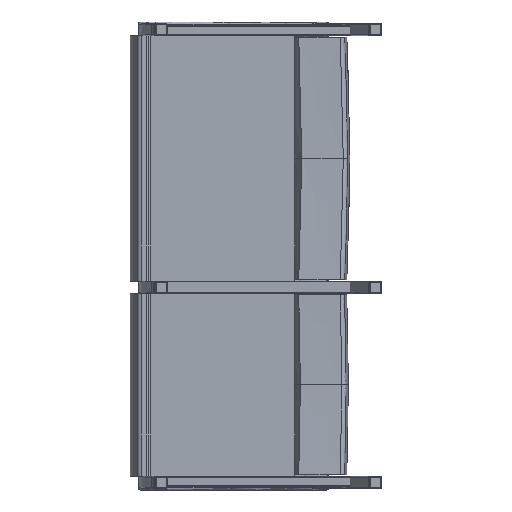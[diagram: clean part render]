
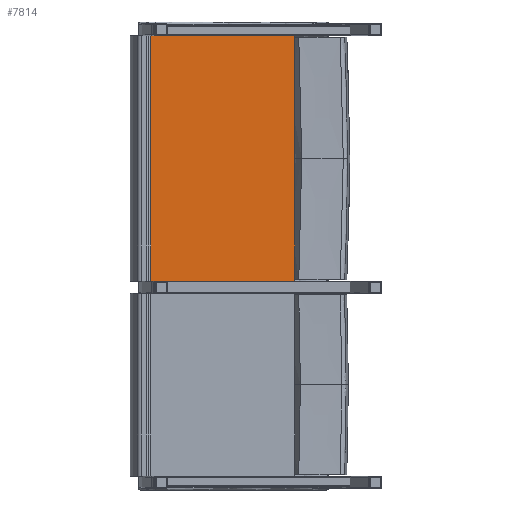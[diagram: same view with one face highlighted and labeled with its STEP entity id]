
A CAD part, front view. The second image highlights one B-rep face of the part: STEP entity #7814.
In plain terms, the highlighted planar face has unit normal (0, -1, 0).
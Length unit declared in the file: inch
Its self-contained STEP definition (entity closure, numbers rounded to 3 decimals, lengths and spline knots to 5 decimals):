
#785=PLANE('',#8403);
#1087=FACE_OUTER_BOUND('',#1550,.T.);
#1550=EDGE_LOOP('',(#6243,#6244,#6245,#6246));
#2479=LINE('',#14179,#2941);
#2483=LINE('',#14198,#2945);
#2487=LINE('',#14213,#2949);
#2488=LINE('',#14214,#2950);
#2941=VECTOR('',#9740,17.59422);
#2945=VECTOR('',#9758,30.);
#2949=VECTOR('',#9776,17.59422);
#2950=VECTOR('',#9777,30.);
#3525=VERTEX_POINT('',#14176);
#3526=VERTEX_POINT('',#14178);
#3534=VERTEX_POINT('',#14196);
#3538=VERTEX_POINT('',#14212);
#4496=EDGE_CURVE('',#3525,#3526,#2479,.T.);
#4506=EDGE_CURVE('',#3525,#3534,#2483,.T.);
#4513=EDGE_CURVE('',#3538,#3534,#2487,.T.);
#4514=EDGE_CURVE('',#3526,#3538,#2488,.T.);
#6243=ORIENTED_EDGE('',*,*,#4496,.F.);
#6244=ORIENTED_EDGE('',*,*,#4506,.T.);
#6245=ORIENTED_EDGE('',*,*,#4513,.F.);
#6246=ORIENTED_EDGE('',*,*,#4514,.F.);
#7814=ADVANCED_FACE('',(#1087),#785,.T.);
#8403=AXIS2_PLACEMENT_3D('',#14211,#9774,#9775);
#9740=DIRECTION('',(-1.,0.,0.));
#9758=DIRECTION('',(0.,0.,1.));
#9774=DIRECTION('center_axis',(0.,-1.,0.));
#9775=DIRECTION('ref_axis',(1.,0.,0.));
#9776=DIRECTION('',(1.,0.,0.));
#9777=DIRECTION('',(0.,0.,1.));
#14176=CARTESIAN_POINT('',(5.73372,-1.86655,0.));
#14178=CARTESIAN_POINT('',(-11.8605,-1.86655,0.));
#14179=CARTESIAN_POINT('',(5.73372,-1.86655,0.));
#14196=CARTESIAN_POINT('',(5.73372,-1.86655,30.));
#14198=CARTESIAN_POINT('',(5.73372,-1.86655,0.));
#14211=CARTESIAN_POINT('Origin',(-11.8605,-1.86655,0.));
#14212=CARTESIAN_POINT('',(-11.8605,-1.86655,30.));
#14213=CARTESIAN_POINT('',(4.31556,-1.86655,30.));
#14214=CARTESIAN_POINT('',(-11.8605,-1.86655,0.));
